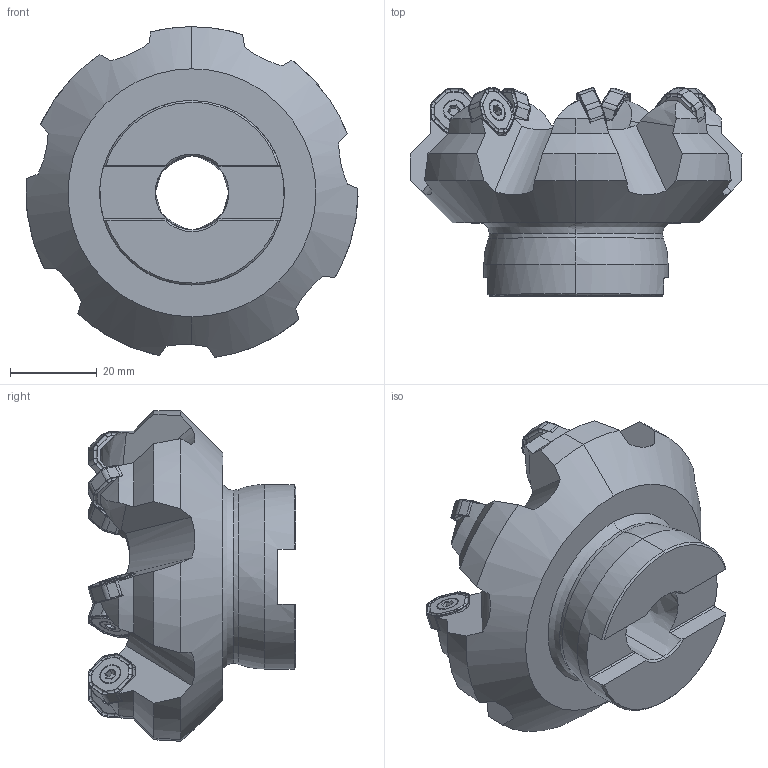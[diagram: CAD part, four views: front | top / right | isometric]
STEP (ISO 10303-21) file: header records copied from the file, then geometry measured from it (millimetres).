
FILE_DESCRIPTION(('FreeCAD Model'),'2;1');
FILE_NAME('Open CASCADE Shape Model','2025-04-17T13:02:14',('FreeCAD'),( 'FreeCAD'),'Open CASCADE STEP processor 7.6','FreeCAD','Unknown');
FILE_SCHEMA(('AUTOMOTIVE_DESIGN { 1 0 10303 214 1 1 1 1 }'));
Products named in the file (1): Open CASCADE STEP translator 7.6 1
Bounding box: 76.73 x 48.04 x 76.38 mm (x, y, z)
Volume: 87922.9 mm3; surface area: 21396.8 mm2
Topology: 15 solids, 15 shells, 1229 faces, 3159 edges, 1975 vertices
Faces by surface type: bspline 1229
Entity records: 46649 total; most frequent: CARTESIAN_POINT 29336, ORIENTED_EDGE 6290, EDGE_CURVE 3145, VERTEX_POINT 1975, B_SPLINE_CURVE_WITH_KNOTS 1706, FACE_BOUND 1274, EDGE_LOOP 1274, ADVANCED_FACE 1229
